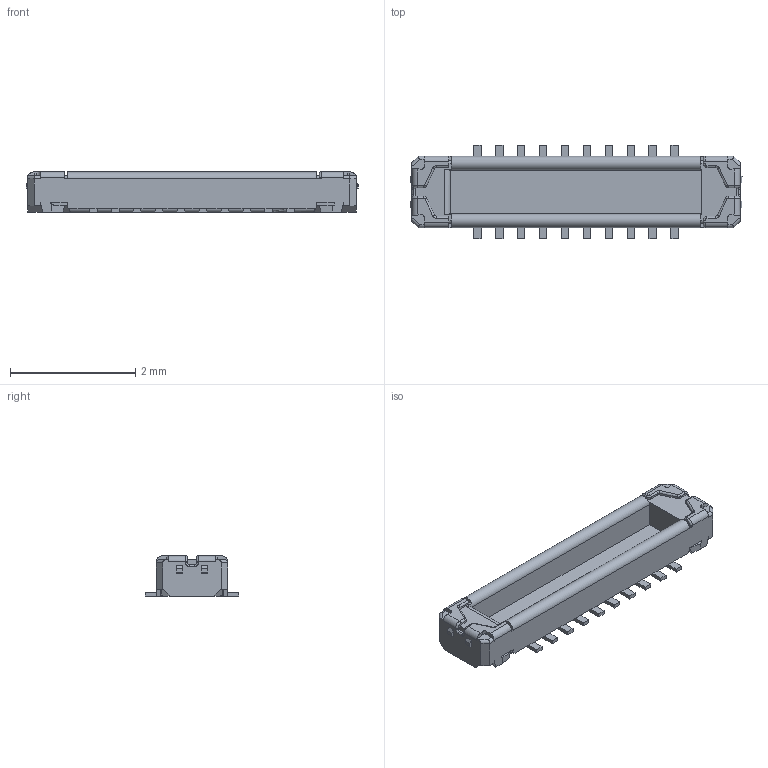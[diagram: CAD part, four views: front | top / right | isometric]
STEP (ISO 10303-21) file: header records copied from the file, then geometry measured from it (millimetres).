
FILE_DESCRIPTION((''),'2;1');
FILE_NAME('PRT0001','2019-09-10T09:51:07',('dburnier'),(''),'CREO PARAMETRIC BY PTC INC, 2018100','CREO PARAMETRIC BY PTC INC, 2018100','');
FILE_SCHEMA(('AUTOMOTIVE_DESIGN { 1 0 10303 214 1 1 1 1 }'));
Length unit declared in the file: millimetre
Products named in the file (1): PRT0001
Bounding box: 5.3 x 1.5 x 0.64 mm (x, y, z)
Volume: 2.3 mm3; surface area: 26.3 mm2
Topology: 1 solids, 5 shells, 423 faces, 1161 edges, 740 vertices
Faces by surface type: plane 303, cylinder 92, bspline 15, torus 13
Entity records: 18049 total; most frequent: CARTESIAN_POINT 2979, ORIENTED_EDGE 2322, DIRECTION 2157, EDGE_CURVE 1161, VECTOR 875, LINE 875, VERTEX_POINT 740, FILL_AREA_STYLE_COLOUR 669
